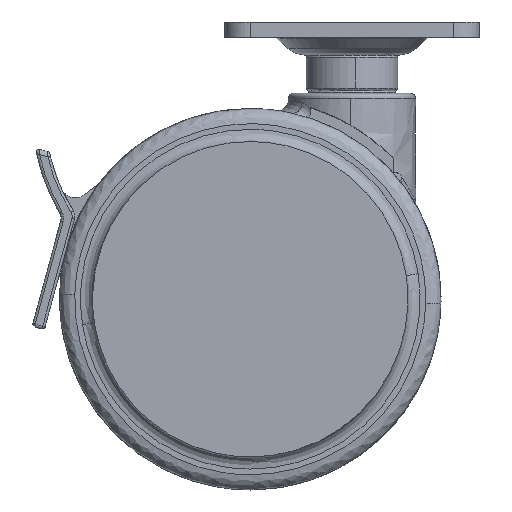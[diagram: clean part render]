
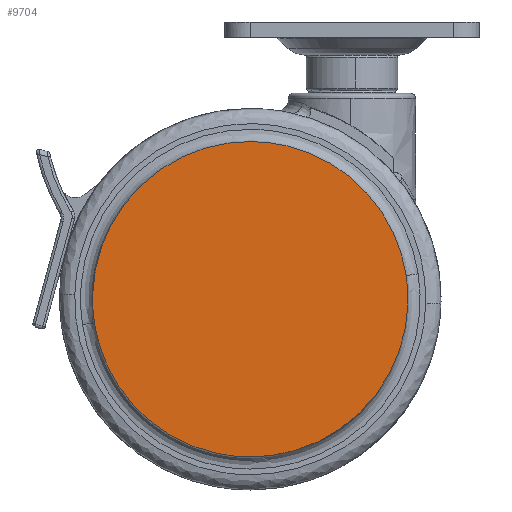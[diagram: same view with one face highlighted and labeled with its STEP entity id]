
A CAD part, front view. The second image highlights one B-rep face of the part: STEP entity #9704.
In plain terms, the highlighted free-form (B-spline) face has degree [1, 1] with [2, 2] control points.
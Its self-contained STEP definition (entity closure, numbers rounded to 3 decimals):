
#9564=CARTESIAN_POINT('',(10.648,-23.5,-35.843));
#9565=VERTEX_POINT('',#9564);
#9579=CARTESIAN_POINT('',(-20.0,-23.5,-71.5));
#9580=VERTEX_POINT('',#9579);
#9581=CARTESIAN_POINT('',(-20.0,-23.5,-71.5));
#9582=CARTESIAN_POINT('',(11.,-23.5,-71.5));
#9583=CARTESIAN_POINT('',(11.,-23.5,-40.5));
#9584=CARTESIAN_POINT('',(11.,-23.5,-38.158));
#9585=CARTESIAN_POINT('',(10.648,-23.5,-35.843));
#9593=(BOUNDED_CURVE()B_SPLINE_CURVE(2,(#9581,#9582,#9583,#9584,#9585),.UNSPECIFIED.,.F.,.U.)B_SPLINE_CURVE_WITH_KNOTS((3,2,3),(0.0,0.25,0.276),.UNSPECIFIED.)CURVE()GEOMETRIC_REPRESENTATION_ITEM()RATIONAL_B_SPLINE_CURVE((1.0,0.707,1.0,0.97,0.946))REPRESENTATION_ITEM(''));
#9594=EDGE_CURVE('',#9580,#9565,#9593,.T.);
#9596=CARTESIAN_POINT('',(-50.648,-23.5,-45.157));
#9597=VERTEX_POINT('',#9596);
#9598=CARTESIAN_POINT('',(-50.648,-23.5,-45.157));
#9599=CARTESIAN_POINT('',(-46.645,-23.5,-71.5));
#9600=CARTESIAN_POINT('',(-20.0,-23.5,-71.5));
#9608=(BOUNDED_CURVE()B_SPLINE_CURVE(2,(#9598,#9599,#9600),.UNSPECIFIED.,.F.,.U.)B_SPLINE_CURVE_WITH_KNOTS((3,3),(0.776,1.0),.UNSPECIFIED.)CURVE()GEOMETRIC_REPRESENTATION_ITEM()RATIONAL_B_SPLINE_CURVE((0.946,0.737,1.0))REPRESENTATION_ITEM(''));
#9609=EDGE_CURVE('',#9597,#9580,#9608,.T.);
#9658=CARTESIAN_POINT('',(-20.0,-23.5,-9.5));
#9659=VERTEX_POINT('',#9658);
#9660=CARTESIAN_POINT('',(-20.0,-23.5,-9.5));
#9661=CARTESIAN_POINT('',(-51.,-23.5,-9.5));
#9662=CARTESIAN_POINT('',(-51.,-23.5,-40.5));
#9663=CARTESIAN_POINT('',(-51.,-23.5,-42.842));
#9664=CARTESIAN_POINT('',(-50.648,-23.5,-45.157));
#9672=(BOUNDED_CURVE()B_SPLINE_CURVE(2,(#9660,#9661,#9662,#9663,#9664),.UNSPECIFIED.,.F.,.U.)B_SPLINE_CURVE_WITH_KNOTS((3,2,3),(0.5,0.75,0.776),.UNSPECIFIED.)CURVE()GEOMETRIC_REPRESENTATION_ITEM()RATIONAL_B_SPLINE_CURVE((1.0,0.707,1.0,0.97,0.946))REPRESENTATION_ITEM(''));
#9673=EDGE_CURVE('',#9659,#9597,#9672,.T.);
#9675=CARTESIAN_POINT('',(10.648,-23.5,-35.843));
#9676=CARTESIAN_POINT('',(6.645,-23.5,-9.5));
#9677=CARTESIAN_POINT('',(-20.0,-23.5,-9.5));
#9685=(BOUNDED_CURVE()B_SPLINE_CURVE(2,(#9675,#9676,#9677),.UNSPECIFIED.,.F.,.U.)B_SPLINE_CURVE_WITH_KNOTS((3,3),(0.276,0.5),.UNSPECIFIED.)CURVE()GEOMETRIC_REPRESENTATION_ITEM()RATIONAL_B_SPLINE_CURVE((0.946,0.737,1.0))REPRESENTATION_ITEM(''));
#9686=EDGE_CURVE('',#9565,#9659,#9685,.T.);
#9693=CARTESIAN_POINT('',(-54.089,-23.5,-6.403));
#9694=CARTESIAN_POINT('',(-54.089,-23.5,-74.597));
#9695=CARTESIAN_POINT('',(14.089,-23.5,-6.403));
#9696=CARTESIAN_POINT('',(14.089,-23.5,-74.597));
#9697=B_SPLINE_SURFACE_WITH_KNOTS('',1,1,((#9693,#9695),(#9694,#9696)),.UNSPECIFIED.,.F.,.F.,.U.,(2,2),(2,2),(0.0,68.194),(0.0,68.178),.UNSPECIFIED.);
#9698=ORIENTED_EDGE('',*,*,#9594,.T.);
#9699=ORIENTED_EDGE('',*,*,#9686,.T.);
#9700=ORIENTED_EDGE('',*,*,#9673,.T.);
#9701=ORIENTED_EDGE('',*,*,#9609,.T.);
#9702=EDGE_LOOP('',(#9698,#9699,#9700,#9701));
#9703=FACE_OUTER_BOUND('',#9702,.T.);
#9704=ADVANCED_FACE('',(#9703),#9697,.T.);
